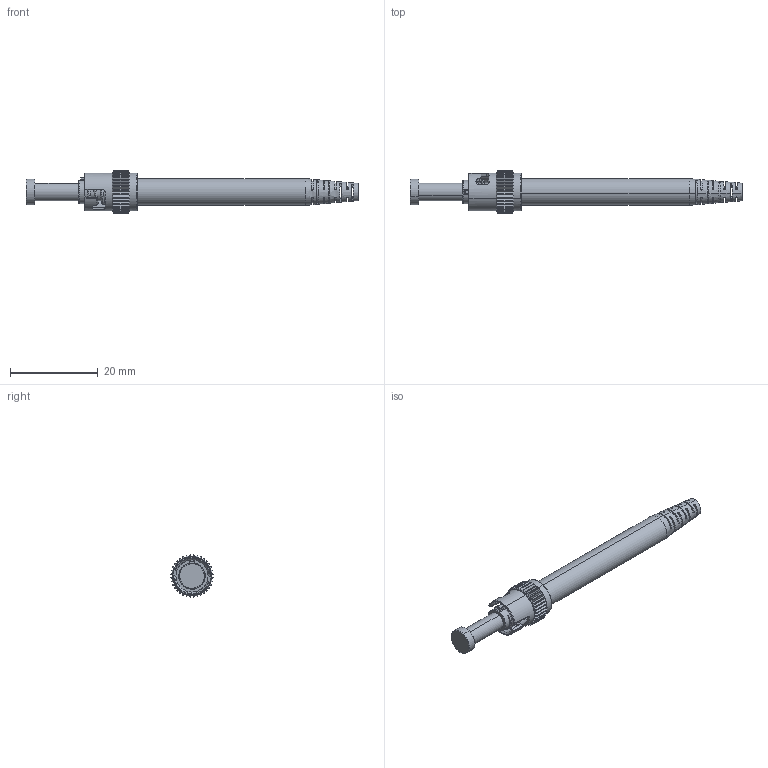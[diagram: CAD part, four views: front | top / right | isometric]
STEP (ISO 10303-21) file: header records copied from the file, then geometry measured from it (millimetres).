
FILE_DESCRIPTION (( 'STEP AP203' ), '1' );
FILE_NAME ('SOC-ST-M4-30-10PK_3D.STEP', '2022-04-23T07:14:01', ( '' ), ( '' ), 'SwSTEP 2.0', 'SolidWorks 2021', '' );
FILE_SCHEMA (( 'CONFIG_CONTROL_DESIGN' ));
Length unit declared in the file: inch
Products named in the file (15): ______-3.0mm.STEP; SOC________________________-________________________.STEP; SOC______3.05______20150202.STEP; ______-soc.STEP; ST-E______.STEP; SOC-ST-M4-30-10PK_3D; ______________20150720.STEP; SOC________________________-______(________20150908.STEP; soc________.STEP; SOC________________________-20150908.STEP; ST-________20150116.STEP; SC APC Ferrule.ipt-1.STEP; 1.5-4-3______-20150421.STEP; ST-__________________.STEP; ST______.STEP
Assembly tree (14 placements, depth 3):
  SOC-ST-M4-30-10PK_3D
    SOC________________________-20150908.STEP
      SOC________________________-______(________20150908.STEP
      SOC________________________-________________________.STEP
    ST-__________________.STEP
    ST-________20150116.STEP
    SC APC Ferrule.ipt-1.STEP
    ST______.STEP
    soc________.STEP
    ST-E______.STEP
    ______-soc.STEP
    ______________20150720.STEP
    ______-3.0mm.STEP
    SOC______3.05______20150202.STEP
    1.5-4-3______-20150421.STEP
Bounding box: 75.51 x 9.58 x 9.58 mm (x, y, z)
Volume: 1651.9 mm3; surface area: 5369.1 mm2
Topology: 13 solids, 13 shells, 607 faces, 1481 edges, 920 vertices
Faces by surface type: plane 257, cylinder 207, cone 107, torus 21, bspline 13, sphere 2
Entity records: 26391 total; most frequent: CARTESIAN_POINT 10872, ORIENTED_EDGE 2962, DIRECTION 2842, EDGE_CURVE 1481, AXIS2_PLACEMENT_3D 1126, VERTEX_POINT 920, EDGE_LOOP 653, FACE_OUTER_BOUND 607
